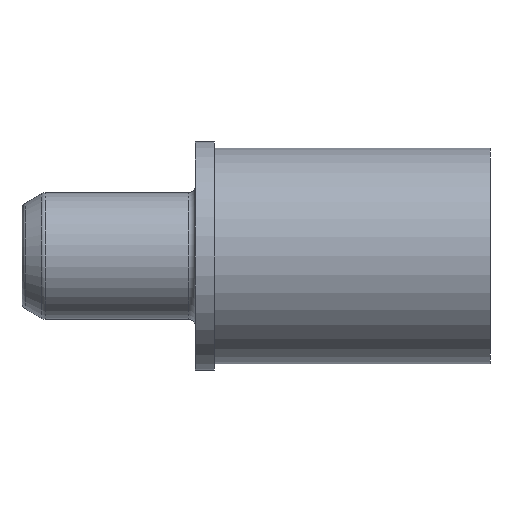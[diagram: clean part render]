
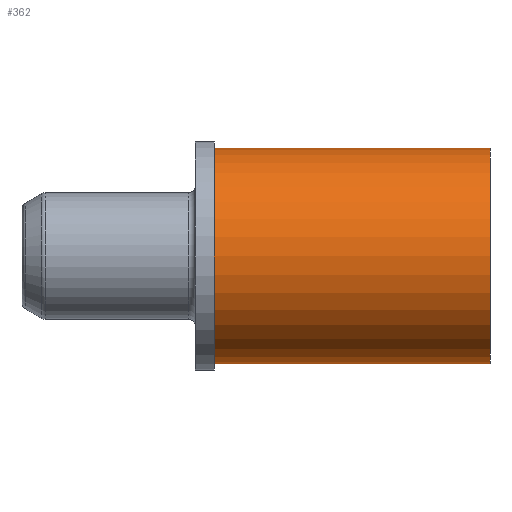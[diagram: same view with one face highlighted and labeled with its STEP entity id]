
A CAD part, left-side view. The second image highlights one B-rep face of the part: STEP entity #362.
In plain terms, the highlighted cylindrical face has radius 7.75 mm (diameter 15.5 mm), a partial arc.
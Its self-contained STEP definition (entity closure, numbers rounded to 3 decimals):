
#14 = DIRECTION ( 'NONE',  ( 0., 0., -1. ) ) ;
#36 = DIRECTION ( 'NONE',  ( 0., 0., -1. ) ) ;
#49 = CYLINDRICAL_SURFACE ( 'NONE', #427, 7.75 ) ;
#65 = AXIS2_PLACEMENT_3D ( 'NONE', #206, #673, #315 ) ;
#93 = EDGE_CURVE ( 'NONE', #306, #434, #117, .T. ) ;
#94 = CIRCLE ( 'NONE', #65, 7.75 ) ;
#114 = EDGE_CURVE ( 'NONE', #547, #434, #459, .T. ) ;
#117 = CIRCLE ( 'NONE', #222, 7.75 ) ;
#141 = VECTOR ( 'NONE', #329, 1000. ) ;
#143 = ORIENTED_EDGE ( 'NONE', *, *, #424, .F. ) ;
#177 = ORIENTED_EDGE ( 'NONE', *, *, #93, .F. ) ;
#185 = DIRECTION ( 'NONE',  ( 0., -1., 0. ) ) ;
#205 = CARTESIAN_POINT ( 'NONE',  ( 0., 19.8, -7.75 ) ) ;
#206 = CARTESIAN_POINT ( 'NONE',  ( 0., 19.8, 0. ) ) ;
#218 = ORIENTED_EDGE ( 'NONE', *, *, #529, .T. ) ;
#222 = AXIS2_PLACEMENT_3D ( 'NONE', #295, #501, #14 ) ;
#262 = CARTESIAN_POINT ( 'NONE',  ( 0., -8.106, 0. ) ) ;
#295 = CARTESIAN_POINT ( 'NONE',  ( 0., 0., 0. ) ) ;
#306 = VERTEX_POINT ( 'NONE', #514 ) ;
#315 = DIRECTION ( 'NONE',  ( 0., 0., -1. ) ) ;
#327 = VERTEX_POINT ( 'NONE', #406 ) ;
#329 = DIRECTION ( 'NONE',  ( 0., -1., 0. ) ) ;
#354 = VECTOR ( 'NONE', #185, 1000. ) ;
#362 = ADVANCED_FACE ( 'NONE', ( #510 ), #49, .T. ) ;
#406 = CARTESIAN_POINT ( 'NONE',  ( 0., 19.8, 7.75 ) ) ;
#424 = EDGE_CURVE ( 'NONE', #327, #306, #602, .T. ) ;
#427 = AXIS2_PLACEMENT_3D ( 'NONE', #262, #644, #36 ) ;
#434 = VERTEX_POINT ( 'NONE', #481 ) ;
#459 = LINE ( 'NONE', #557, #354 ) ;
#481 = CARTESIAN_POINT ( 'NONE',  ( 0., 0., -7.75 ) ) ;
#487 = ORIENTED_EDGE ( 'NONE', *, *, #114, .T. ) ;
#489 = CARTESIAN_POINT ( 'NONE',  ( 0., -8.106, 7.75 ) ) ;
#501 = DIRECTION ( 'NONE',  ( 0., -1., 0. ) ) ;
#510 = FACE_OUTER_BOUND ( 'NONE', #615, .T. ) ;
#514 = CARTESIAN_POINT ( 'NONE',  ( 0., 0., 7.75 ) ) ;
#529 = EDGE_CURVE ( 'NONE', #327, #547, #94, .T. ) ;
#547 = VERTEX_POINT ( 'NONE', #205 ) ;
#557 = CARTESIAN_POINT ( 'NONE',  ( 0., -8.106, -7.75 ) ) ;
#602 = LINE ( 'NONE', #489, #141 ) ;
#615 = EDGE_LOOP ( 'NONE', ( #143, #218, #487, #177 ) ) ;
#644 = DIRECTION ( 'NONE',  ( 0., -1., 0. ) ) ;
#673 = DIRECTION ( 'NONE',  ( 0., -1., 0. ) ) ;
